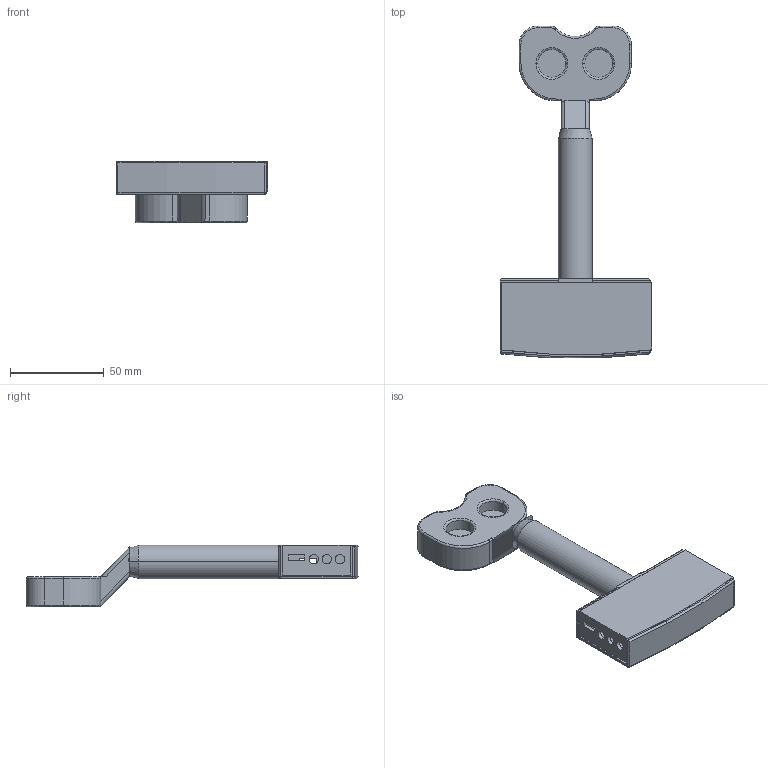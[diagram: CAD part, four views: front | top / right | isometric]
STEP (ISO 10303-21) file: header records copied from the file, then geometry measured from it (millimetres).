
FILE_DESCRIPTION (( 'STEP AP214' ), '1' );
FILE_NAME ('1.STEP', '2024-03-08T09:24:41', ( '' ), ( '' ), 'SwSTEP 2.0', 'SolidWorks 2024', '' );
FILE_SCHEMA (( 'AUTOMOTIVE_DESIGN' ));
Length unit declared in the file: millimetre
Products named in the file (4): 修改外壳; 手柄已修改; 电池盖已修改; 1
Assembly tree (3 placements, depth 2):
  1
    手柄已修改
    修改外壳
    电池盖已修改
Bounding box: 80.82 x 177.23 x 33 mm (x, y, z)
Volume: 51476.5 mm3; surface area: 44791.1 mm2
Topology: 5 solids, 5 shells, 266 faces, 700 edges, 448 vertices
Faces by surface type: plane 148, cylinder 62, bspline 30, torus 20, sphere 4, cone 2
Entity records: 9565 total; most frequent: CARTESIAN_POINT 3004, ORIENTED_EDGE 1394, DIRECTION 1241, EDGE_CURVE 697, LINE 471, VECTOR 471, VERTEX_POINT 448, AXIS2_PLACEMENT_3D 385
